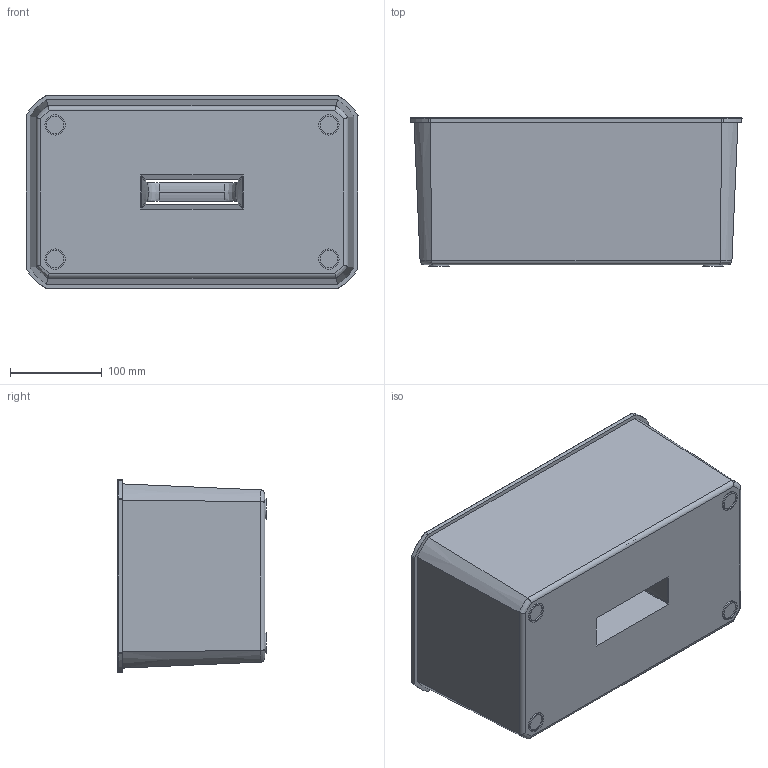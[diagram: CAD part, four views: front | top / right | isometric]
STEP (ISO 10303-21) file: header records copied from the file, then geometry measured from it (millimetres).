
FILE_DESCRIPTION(('STEP AP214'),'1');
FILE_NAME('8012542_V Cox Work.STP','2024-08-15T08:05:24',(' '),(' '),'Spatial InterOp 3D',' ',' ');
FILE_SCHEMA(('AUTOMOTIVE_DESIGN { 1 0 10303 214 1 1 1 1 }'));
Length unit declared in the file: millimetre
Products named in the file (1): 3D-Objekt
Bounding box: 361.27 x 161.5 x 209.27 mm (x, y, z)
Volume: 848281.2 mm3; surface area: 817120.1 mm2
Topology: 14 solids, 14 shells, 635 faces, 1652 edges, 1040 vertices
Faces by surface type: plane 271, cylinder 224, bspline 72, torus 40, sphere 20, cone 8
Entity records: 35855 total; most frequent: CARTESIAN_POINT 9717, ORIENTED_EDGE 3292, DIRECTION 3128, STYLED_ITEM 1957, PRESENTATION_STYLE_ASSIGNMENT 1957, COLOUR_RGB 1957, EDGE_CURVE 1646, CURVE_STYLE 1632
